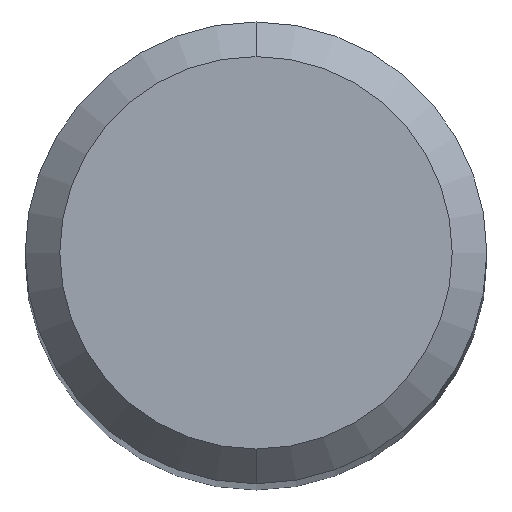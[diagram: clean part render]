
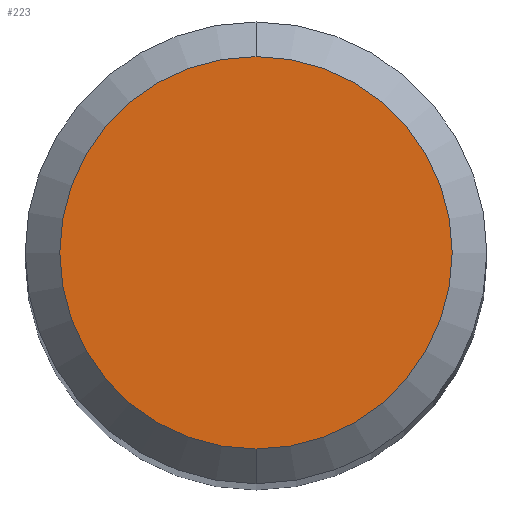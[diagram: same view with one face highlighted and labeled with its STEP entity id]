
A CAD part, top view. The second image highlights one B-rep face of the part: STEP entity #223.
In plain terms, the highlighted planar face has unit normal (0, 0, 1).
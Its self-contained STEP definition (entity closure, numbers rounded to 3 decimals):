
#223=ADVANCED_FACE('',(#546),#547,.T.);
#273=EDGE_CURVE('',#381,#387,#605,.T.);
#335=EDGE_CURVE('',#387,#381,#673,.T.);
#381=VERTEX_POINT('',#723);
#387=VERTEX_POINT('',#730);
#546=FACE_OUTER_BOUND('',#935,.T.);
#547=PLANE('',#936);
#605=CIRCLE('',#1032,1.7);
#673=CIRCLE('',#1139,1.7);
#723=CARTESIAN_POINT('',(0.0,1.7,0.0));
#730=CARTESIAN_POINT('',(0.,-1.7,0.0));
#935=EDGE_LOOP('',(#1543,#1544));
#936=AXIS2_PLACEMENT_3D('',#1545,#1546,#1547);
#1032=AXIS2_PLACEMENT_3D('',#1624,#1625,#1626);
#1139=AXIS2_PLACEMENT_3D('',#1698,#1699,#1700);
#1543=ORIENTED_EDGE('',*,*,#273,.F.);
#1544=ORIENTED_EDGE('',*,*,#335,.F.);
#1545=CARTESIAN_POINT('',(0.0,0.85,0.0));
#1546=DIRECTION('',(-0.0,0.0,1.0));
#1547=DIRECTION('',(0.0,-1.0,0.0));
#1624=CARTESIAN_POINT('',(0.0,0.0,0.0));
#1625=DIRECTION('',(0.0,0.0,-1.0));
#1626=DIRECTION('',(0.0,1.0,0.0));
#1698=CARTESIAN_POINT('',(0.0,0.0,0.0));
#1699=DIRECTION('',(0.0,0.0,-1.0));
#1700=DIRECTION('',(0.0,1.0,0.0));
